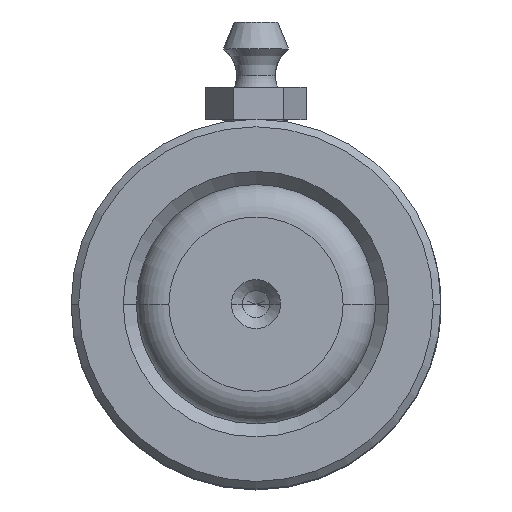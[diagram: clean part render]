
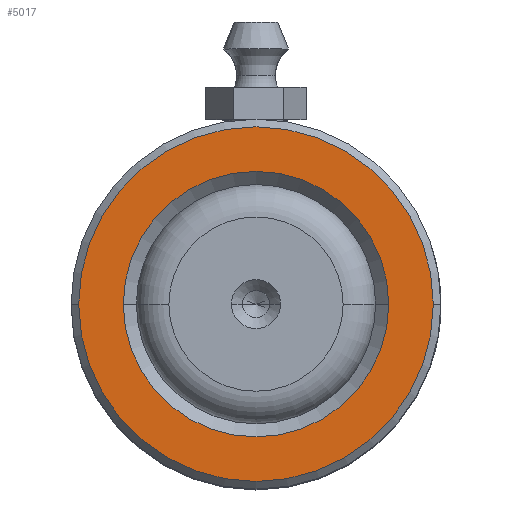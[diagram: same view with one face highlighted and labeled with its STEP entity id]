
A CAD part, top view. The second image highlights one B-rep face of the part: STEP entity #5017.
In plain terms, the highlighted planar face has unit normal (0, 0, 1).
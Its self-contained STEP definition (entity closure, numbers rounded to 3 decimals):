
#60 = EDGE_CURVE ( 'NONE', #2995, #5306, #3476, .T. ) ;
#109 = DIRECTION ( 'NONE',  ( 1., 0., 0. ) ) ;
#312 = ORIENTED_EDGE ( 'NONE', *, *, #60, .T. ) ;
#345 = EDGE_CURVE ( 'NONE', #4801, #2695, #2183, .T. ) ;
#653 = CARTESIAN_POINT ( 'NONE',  ( 0., 0., 50. ) ) ;
#740 = PLANE ( 'NONE',  #1829 ) ;
#952 = CIRCLE ( 'NONE', #992, 16.3 ) ;
#992 = AXIS2_PLACEMENT_3D ( 'NONE', #2504, #8255, #6425 ) ;
#993 = CARTESIAN_POINT ( 'NONE',  ( 12.2, 0., 50. ) ) ;
#1022 = EDGE_LOOP ( 'NONE', ( #2916, #312 ) ) ;
#1829 = AXIS2_PLACEMENT_3D ( 'NONE', #5765, #7002, #3840 ) ;
#2183 = CIRCLE ( 'NONE', #7016, 16.3 ) ;
#2348 = EDGE_LOOP ( 'NONE', ( #4120, #2570 ) ) ;
#2504 = CARTESIAN_POINT ( 'NONE',  ( 0., 0., 50. ) ) ;
#2570 = ORIENTED_EDGE ( 'NONE', *, *, #4936, .T. ) ;
#2628 = CARTESIAN_POINT ( 'NONE',  ( 0., 0., 50. ) ) ;
#2695 = VERTEX_POINT ( 'NONE', #3419 ) ;
#2916 = ORIENTED_EDGE ( 'NONE', *, *, #5015, .T. ) ;
#2995 = VERTEX_POINT ( 'NONE', #5588 ) ;
#3226 = AXIS2_PLACEMENT_3D ( 'NONE', #7762, #6457, #5187 ) ;
#3260 = AXIS2_PLACEMENT_3D ( 'NONE', #653, #4585, #3896 ) ;
#3419 = CARTESIAN_POINT ( 'NONE',  ( 16.3, 0., 50. ) ) ;
#3476 = CIRCLE ( 'NONE', #3226, 12.2 ) ;
#3840 = DIRECTION ( 'NONE',  ( 1., 0., 0. ) ) ;
#3896 = DIRECTION ( 'NONE',  ( 1., 0., 0. ) ) ;
#3935 = FACE_BOUND ( 'NONE', #1022, .T. ) ;
#4120 = ORIENTED_EDGE ( 'NONE', *, *, #345, .T. ) ;
#4585 = DIRECTION ( 'NONE',  ( 0., 0., -1. ) ) ;
#4801 = VERTEX_POINT ( 'NONE', #6406 ) ;
#4936 = EDGE_CURVE ( 'NONE', #2695, #4801, #952, .T. ) ;
#5015 = EDGE_CURVE ( 'NONE', #5306, #2995, #7315, .T. ) ;
#5017 = ADVANCED_FACE ( 'NONE', ( #5627, #3935 ), #740, .T. ) ;
#5187 = DIRECTION ( 'NONE',  ( 1., 0., 0. ) ) ;
#5306 = VERTEX_POINT ( 'NONE', #993 ) ;
#5588 = CARTESIAN_POINT ( 'NONE',  ( -12.2, 0., 50. ) ) ;
#5627 = FACE_OUTER_BOUND ( 'NONE', #2348, .T. ) ;
#5765 = CARTESIAN_POINT ( 'NONE',  ( 0., 0., 50. ) ) ;
#5923 = DIRECTION ( 'NONE',  ( 0., 0., 1. ) ) ;
#6406 = CARTESIAN_POINT ( 'NONE',  ( -16.3, 0., 50. ) ) ;
#6425 = DIRECTION ( 'NONE',  ( 1., 0., 0. ) ) ;
#6457 = DIRECTION ( 'NONE',  ( 0., 0., -1. ) ) ;
#7002 = DIRECTION ( 'NONE',  ( 0., 0., 1. ) ) ;
#7016 = AXIS2_PLACEMENT_3D ( 'NONE', #2628, #5923, #109 ) ;
#7315 = CIRCLE ( 'NONE', #3260, 12.2 ) ;
#7762 = CARTESIAN_POINT ( 'NONE',  ( 0., 0., 50. ) ) ;
#8255 = DIRECTION ( 'NONE',  ( 0., 0., 1. ) ) ;
